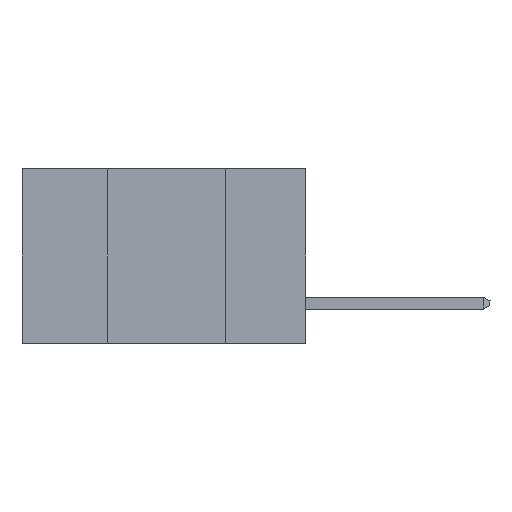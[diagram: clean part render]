
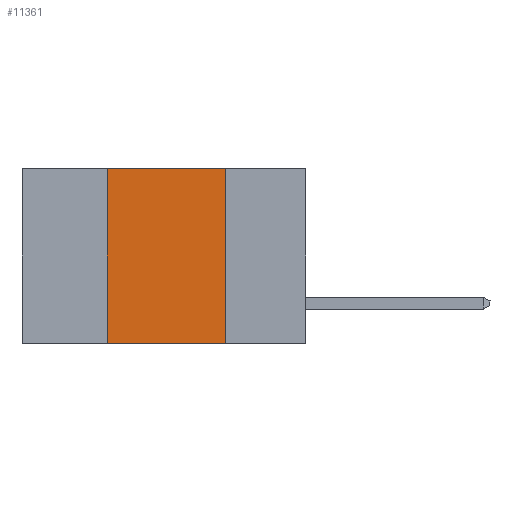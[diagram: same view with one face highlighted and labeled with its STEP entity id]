
A CAD part, left-side view. The second image highlights one B-rep face of the part: STEP entity #11361.
In plain terms, the highlighted planar face has unit normal (-1, 0, 0).
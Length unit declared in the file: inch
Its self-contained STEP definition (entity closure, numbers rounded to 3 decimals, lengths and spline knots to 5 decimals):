
#366 = DIRECTION ( 'NONE',  ( 0., -1., 0. ) ) ;
#377 = VECTOR ( 'NONE', #5532, 39.37008 ) ;
#914 = DIRECTION ( 'NONE',  ( 1., 0., 0. ) ) ;
#1183 = LINE ( 'NONE', #4671, #5689 ) ;
#1265 = CARTESIAN_POINT ( 'NONE',  ( 0., 0.42, 0. ) ) ;
#1277 = LINE ( 'NONE', #8581, #9288 ) ;
#1344 = LINE ( 'NONE', #6728, #2282 ) ;
#1508 = DIRECTION ( 'NONE',  ( 0., 0., -1. ) ) ;
#2178 = EDGE_CURVE ( 'NONE', #2392, #2740, #10970, .T. ) ;
#2249 = CARTESIAN_POINT ( 'NONE',  ( 0., 0.17, -0.37 ) ) ;
#2282 = VECTOR ( 'NONE', #1508, 39.37008 ) ;
#2392 = VERTEX_POINT ( 'NONE', #5829 ) ;
#2704 = FACE_OUTER_BOUND ( 'NONE', #7748, .T. ) ;
#2740 = VERTEX_POINT ( 'NONE', #1265 ) ;
#3168 = VERTEX_POINT ( 'NONE', #5740 ) ;
#3486 = ORIENTED_EDGE ( 'NONE', *, *, #5424, .F. ) ;
#3638 = PLANE ( 'NONE',  #8673 ) ;
#4671 = CARTESIAN_POINT ( 'NONE',  ( 0., 0.6, -0.37 ) ) ;
#5424 = EDGE_CURVE ( 'NONE', #2740, #3168, #1277, .T. ) ;
#5532 = DIRECTION ( 'NONE',  ( 0., 0., 1. ) ) ;
#5689 = VECTOR ( 'NONE', #366, 39.37008 ) ;
#5740 = CARTESIAN_POINT ( 'NONE',  ( 0., 0.17, 0. ) ) ;
#5829 = CARTESIAN_POINT ( 'NONE',  ( 0., 0.42, -0.37 ) ) ;
#6158 = DIRECTION ( 'NONE',  ( 0., 0., -1. ) ) ;
#6189 = EDGE_CURVE ( 'NONE', #2392, #11259, #1183, .T. ) ;
#6728 = CARTESIAN_POINT ( 'NONE',  ( 0., 0.17, -0.37 ) ) ;
#7492 = DIRECTION ( 'NONE',  ( 0., -1., 0. ) ) ;
#7748 = EDGE_LOOP ( 'NONE', ( #8611, #3486, #9338, #9772 ) ) ;
#8581 = CARTESIAN_POINT ( 'NONE',  ( 0., 0.6, 0. ) ) ;
#8611 = ORIENTED_EDGE ( 'NONE', *, *, #9566, .F. ) ;
#8673 = AXIS2_PLACEMENT_3D ( 'NONE', #9733, #914, #6158 ) ;
#9288 = VECTOR ( 'NONE', #7492, 39.37008 ) ;
#9338 = ORIENTED_EDGE ( 'NONE', *, *, #2178, .F. ) ;
#9566 = EDGE_CURVE ( 'NONE', #3168, #11259, #1344, .T. ) ;
#9733 = CARTESIAN_POINT ( 'NONE',  ( 0., 0.6, 0. ) ) ;
#9772 = ORIENTED_EDGE ( 'NONE', *, *, #6189, .T. ) ;
#9979 = CARTESIAN_POINT ( 'NONE',  ( 0., 0.42, -0.37 ) ) ;
#10970 = LINE ( 'NONE', #9979, #377 ) ;
#11259 = VERTEX_POINT ( 'NONE', #2249 ) ;
#11361 = ADVANCED_FACE ( 'NONE', ( #2704 ), #3638, .F. ) ;
